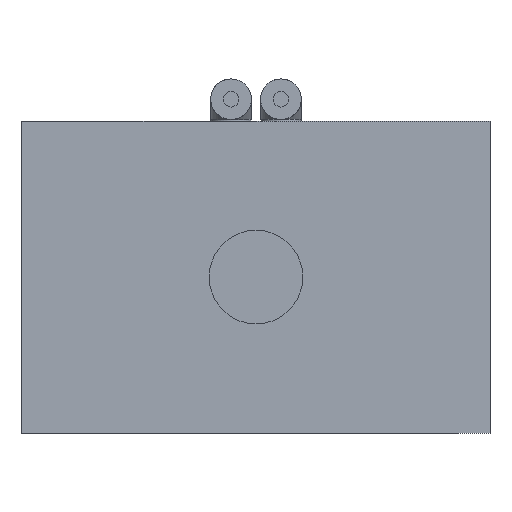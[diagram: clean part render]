
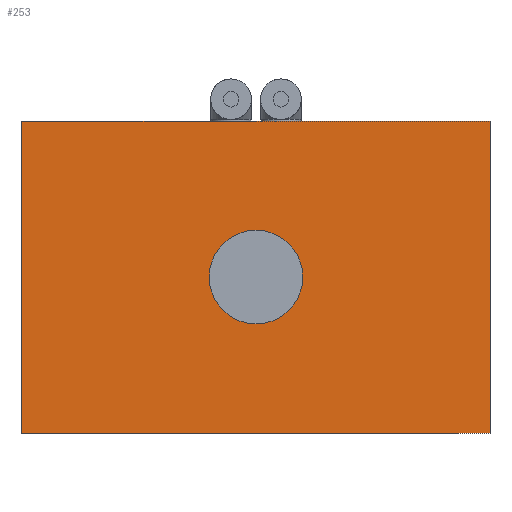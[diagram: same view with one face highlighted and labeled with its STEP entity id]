
A CAD part, left-side view. The second image highlights one B-rep face of the part: STEP entity #253.
In plain terms, the highlighted planar face has unit normal (-1, 0, 0).
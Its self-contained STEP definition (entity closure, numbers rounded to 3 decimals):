
#253 = ADVANCED_FACE( '', ( #491, #492 ), #493, .T. );
#491 = FACE_BOUND( '', #761, .T. );
#492 = FACE_OUTER_BOUND( '', #762, .T. );
#493 = PLANE( '', #763 );
#761 = EDGE_LOOP( '', ( #1123 ) );
#762 = EDGE_LOOP( '', ( #1124, #1125, #1126, #1127 ) );
#763 = AXIS2_PLACEMENT_3D( '', #1128, #1129, #1130 );
#1123 = ORIENTED_EDGE( '', *, *, #1570, .F. );
#1124 = ORIENTED_EDGE( '', *, *, #1581, .T. );
#1125 = ORIENTED_EDGE( '', *, *, #1501, .F. );
#1126 = ORIENTED_EDGE( '', *, *, #1550, .F. );
#1127 = ORIENTED_EDGE( '', *, *, #1582, .T. );
#1128 = CARTESIAN_POINT( '', ( -15., -7.5, -5. ) );
#1129 = DIRECTION( '', ( -1., 0., 0. ) );
#1130 = DIRECTION( '', ( 0., 0., 1. ) );
#1501 = EDGE_CURVE( '', #1724, #1726, #1727, .T. );
#1550 = EDGE_CURVE( '', #1805, #1724, #1807, .T. );
#1570 = EDGE_CURVE( '', #1836, #1836, #1837, .T. );
#1581 = EDGE_CURVE( '', #1853, #1726, #1854, .T. );
#1582 = EDGE_CURVE( '', #1805, #1853, #1855, .T. );
#1724 = VERTEX_POINT( '', #2075 );
#1726 = VERTEX_POINT( '', #2078 );
#1727 = LINE( '', #2079, #2080 );
#1805 = VERTEX_POINT( '', #2182 );
#1807 = LINE( '', #2185, #2186 );
#1836 = VERTEX_POINT( '', #2222 );
#1837 = CIRCLE( '', #2223, 1.5 );
#1853 = VERTEX_POINT( '', #2240 );
#1854 = LINE( '', #2241, #2242 );
#1855 = LINE( '', #2243, #2244 );
#2075 = CARTESIAN_POINT( '', ( -15., 7.5, -5. ) );
#2078 = CARTESIAN_POINT( '', ( -15., 7.5, 5. ) );
#2079 = CARTESIAN_POINT( '', ( -15., 7.5, -5. ) );
#2080 = VECTOR( '', #2510, 1000. );
#2182 = CARTESIAN_POINT( '', ( -15., -7.5, -5. ) );
#2185 = CARTESIAN_POINT( '', ( -15., -7.5, -5. ) );
#2186 = VECTOR( '', #2572, 1000. );
#2222 = CARTESIAN_POINT( '', ( -15., 0., 1.5 ) );
#2223 = AXIS2_PLACEMENT_3D( '', #2598, #2599, #2600 );
#2240 = CARTESIAN_POINT( '', ( -15., -7.5, 5. ) );
#2241 = CARTESIAN_POINT( '', ( -15., -7.5, 5. ) );
#2242 = VECTOR( '', #2617, 1000. );
#2243 = CARTESIAN_POINT( '', ( -15., -7.5, -5. ) );
#2244 = VECTOR( '', #2618, 1000. );
#2510 = DIRECTION( '', ( 0., 0., 1. ) );
#2572 = DIRECTION( '', ( 0., 1., 0. ) );
#2598 = CARTESIAN_POINT( '', ( -15., 0., 0. ) );
#2599 = DIRECTION( '', ( -1., 0., 0. ) );
#2600 = DIRECTION( '', ( 0., 0., 1. ) );
#2617 = DIRECTION( '', ( 0., 1., 0. ) );
#2618 = DIRECTION( '', ( 0., 0., 1. ) );
